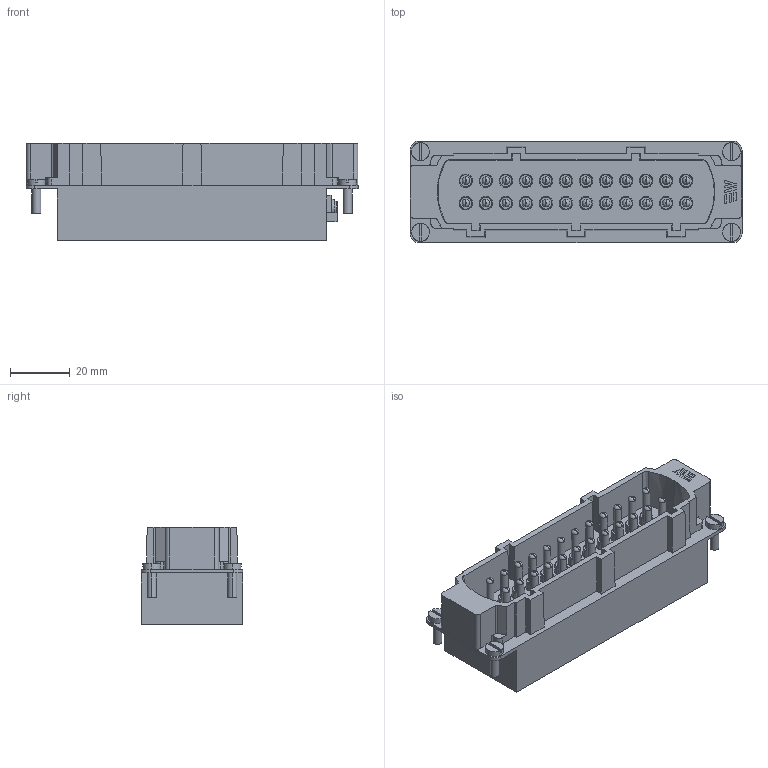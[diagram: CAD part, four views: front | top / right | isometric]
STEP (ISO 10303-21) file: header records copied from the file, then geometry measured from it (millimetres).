
FILE_DESCRIPTION (( 'STEP AP203' ), '1' );
FILE_NAME ('29025.step', '2025-02-12T17:32:34', ( '' ), ( '' ), 'SwSTEP 2.0', 'SolidWorks 2024', '' );
FILE_SCHEMA (( 'CONFIG_CONTROL_DESIGN' ));
Length unit declared in the file: inch
Products named in the file (1): 29025
Bounding box: 111 x 34 x 32.5 mm (x, y, z)
Volume: 68841.8 mm3; surface area: 25478.8 mm2
Topology: 1 solids, 1 shells, 507 faces, 1226 edges, 817 vertices
Faces by surface type: plane 255, cylinder 125, cone 69, torus 48, bspline 10
Entity records: 20811 total; most frequent: CARTESIAN_POINT 9344, ORIENTED_EDGE 2452, DIRECTION 2128, EDGE_CURVE 1226, VERTEX_POINT 817, AXIS2_PLACEMENT_3D 795, EDGE_LOOP 603, LINE 538
